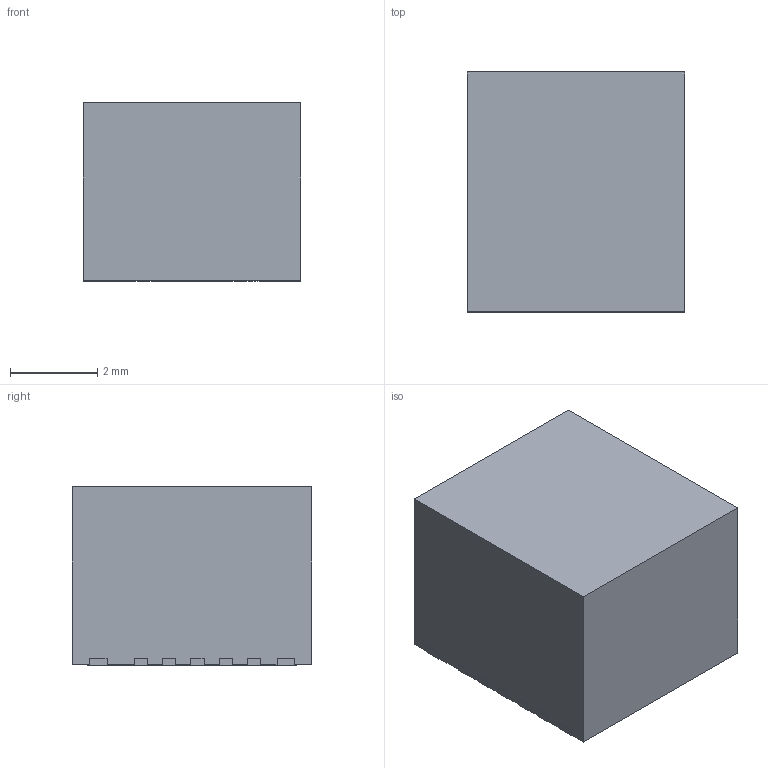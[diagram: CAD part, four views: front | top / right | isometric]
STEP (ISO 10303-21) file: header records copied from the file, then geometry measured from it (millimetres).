
FILE_DESCRIPTION((''),'2;1');
FILE_NAME('RDA0015A_ASM','2019-03-07T09:57:14',('a0412086'),(''),'CREO PARAMETRIC BY PTC INC, 2018020','CREO PARAMETRIC BY PTC INC, 2018020','');
FILE_SCHEMA(('AUTOMOTIVE_DESIGN { 1 0 10303 214 1 1 1 1 }'));
Length unit declared in the file: millimetre
Products named in the file (3): METAL; MOLD; RDA0015A_ASM
Assembly tree (2 placements, depth 2):
  RDA0015A_ASM
    METAL
    MOLD
Bounding box: 5 x 5.5 x 4.1 mm (x, y, z)
Volume: 112.5 mm3; surface area: 174.8 mm2
Topology: 16 solids, 16 shells, 287 faces, 762 edges, 508 vertices
Faces by surface type: plane 261, cylinder 26
Entity records: 11459 total; most frequent: CARTESIAN_POINT 1596, ORIENTED_EDGE 1524, DIRECTION 1437, PRESENTATION_STYLE_ASSIGNMENT 778, STYLED_ITEM 778, CURVE_STYLE 762, EDGE_CURVE 762, VECTOR 710
